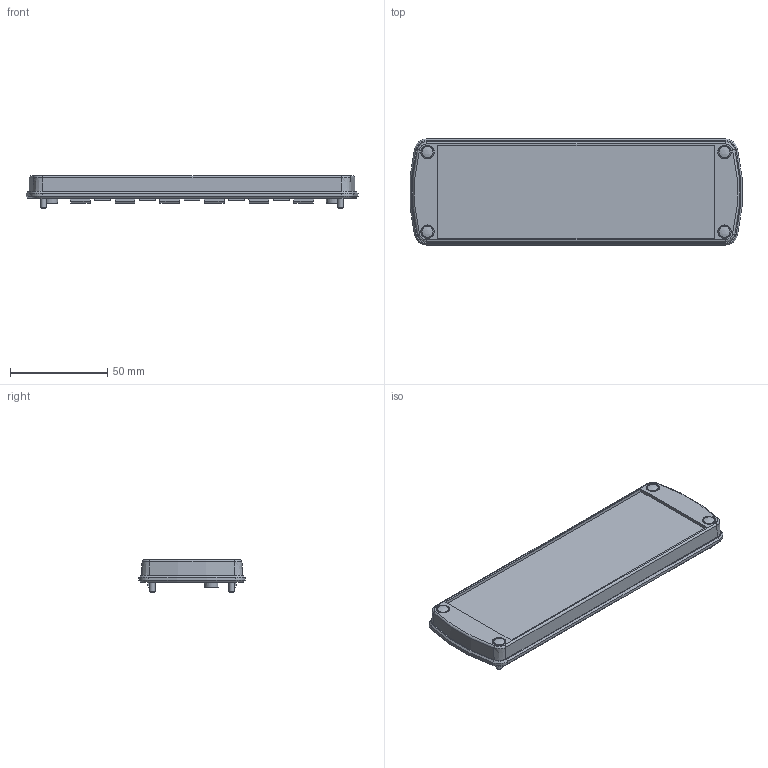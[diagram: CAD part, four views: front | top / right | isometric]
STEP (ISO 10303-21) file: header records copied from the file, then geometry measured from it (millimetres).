
FILE_DESCRIPTION((''),'2;1');
FILE_NAME('84161000_ABD 1600.stp','2011-10-21T11:03:07',('Kotzmaier'),(''),'Autodesk Inventor 2011','Autodesk Inventor 2011','');
FILE_SCHEMA(('AUTOMOTIVE_DESIGN { 1 2 10303 214 0 1 1 1 }'));
Length unit declared in the file: millimetre
Products named in the file (5): 84161000_ABD 1600; 1009799_3D; DI 1600; 1009410_3D; SHR Z KT30X10 WN 1452 OG_3DSYM
Assembly tree (10 placements, depth 2):
  84161000_ABD 1600
    1009799_3D
    DI 1600
    1009410_3D  x4
    SHR Z KT30X10 WN 1452 OG_3DSYM  x4
Bounding box: 171.01 x 54.6 x 17.45 mm (x, y, z)
Volume: 44788.7 mm3; surface area: 34515 mm2
Topology: 10 solids, 10 shells, 766 faces, 1902 edges, 1196 vertices
Faces by surface type: plane 332, cylinder 226, bspline 70, cone 60, sphere 44, torus 34
Full cylindrical faces by diameter (mm): 3 x4, 3.4 x2, 4.6 x2, 5 x4, 5.3 x4, 5.6 x4, 6.4 x4, 7 x4
Entity records: 21926 total; most frequent: CARTESIAN_POINT 6105, ORIENTED_EDGE 3218, DIRECTION 3196, EDGE_CURVE 1609, AXIS2_PLACEMENT_3D 1136, VERTEX_POINT 1049, VECTOR 924, LINE 924
